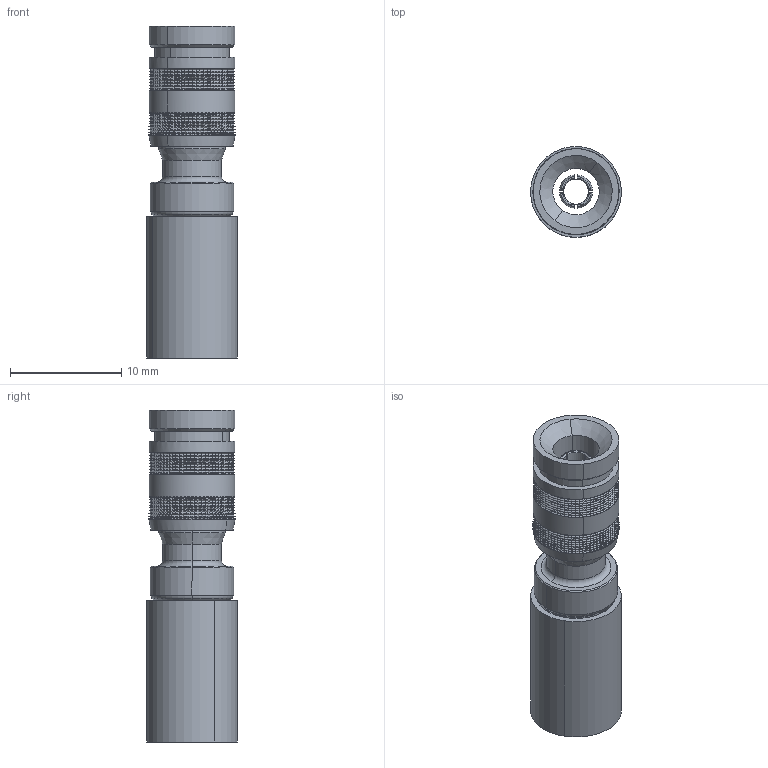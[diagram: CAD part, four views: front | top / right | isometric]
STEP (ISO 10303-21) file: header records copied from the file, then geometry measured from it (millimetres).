
FILE_DESCRIPTION (( 'STEP AP214' ), '1' );
FILE_NAME ('52-005-B6-BC.STEP', '2024-07-31T11:51:38', ( '' ), ( '' ), 'SwSTEP 2.0', 'SolidWorks 2023', '' );
FILE_SCHEMA (( 'AUTOMOTIVE_DESIGN' ));
Products named in the file (1): 52-005-B6-BC
Bounding box: 8.17 x 8.17 x 29.85 mm (x, y, z)
Surface area: 1462.8 mm2 (no closed solid volume)
Topology: 0 solids, 25 shells, 2986 faces, 8818 edges, 5794 vertices
Faces by surface type: plane 2678, cone 228, cylinder 44, bspline 28, torus 8
Entity records: 104864 total; most frequent: CARTESIAN_POINT 34011, ORIENTED_EDGE 16860, DIRECTION 11682, EDGE_CURVE 8818, VERTEX_POINT 5794, AXIS2_PLACEMENT_3D 4797, B_SPLINE_CURVE_WITH_KNOTS 4772, EDGE_LOOP 3066
